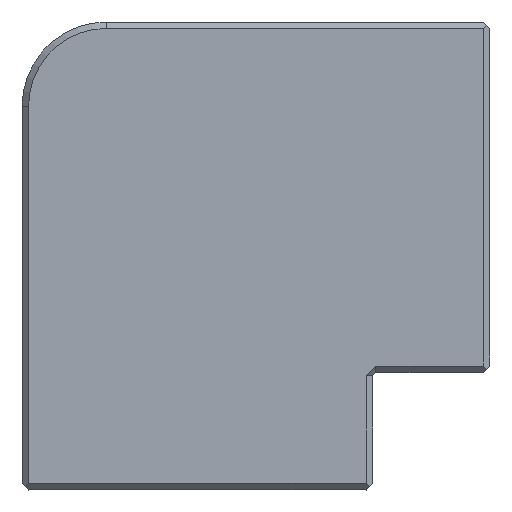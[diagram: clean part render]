
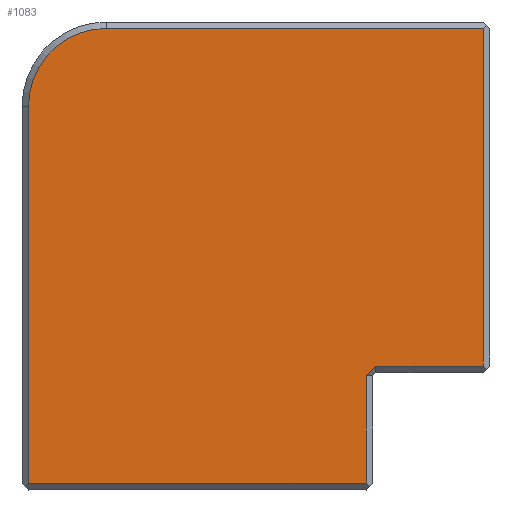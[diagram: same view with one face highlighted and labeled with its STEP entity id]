
A CAD part, top view. The second image highlights one B-rep face of the part: STEP entity #1083.
In plain terms, the highlighted planar face has unit normal (0, 0, 1).
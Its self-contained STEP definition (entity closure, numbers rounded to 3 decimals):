
#858=AXIS2_PLACEMENT_3D('Circle Axis2P3D',#856,#857,$) ;
#1071=AXIS2_PLACEMENT_3D('Plane Axis2P3D',#1068,#1069,#1070) ;
#719=CARTESIAN_POINT('Vertex',(20.944,-157.988,16.4)) ;
#722=CARTESIAN_POINT('Line Origine',(6.879,-157.988,16.4)) ;
#726=CARTESIAN_POINT('Vertex',(-20.942,-157.988,16.4)) ;
#788=CARTESIAN_POINT('Line Origine',(35.501,-129.767,16.4)) ;
#792=CARTESIAN_POINT('Vertex',(35.501,-143.431,16.4)) ;
#794=CARTESIAN_POINT('Vertex',(35.501,-101.545,16.4)) ;
#846=CARTESIAN_POINT('Vertex',(-11.299,-101.545,16.4)) ;
#853=CARTESIAN_POINT('Vertex',(-20.942,-111.188,16.4)) ;
#856=CARTESIAN_POINT('Axis2P3D Location',(-11.299,-111.188,16.4)) ;
#873=CARTESIAN_POINT('Line Origine',(-20.942,-129.367,16.4)) ;
#891=CARTESIAN_POINT('Line Origine',(6.879,-101.545,16.4)) ;
#989=CARTESIAN_POINT('Line Origine',(6.879,-143.431,16.4)) ;
#993=CARTESIAN_POINT('Vertex',(22.144,-143.431,16.4)) ;
#1014=CARTESIAN_POINT('Line Origine',(20.944,-129.767,16.4)) ;
#1018=CARTESIAN_POINT('Vertex',(20.944,-144.631,16.4)) ;
#1039=CARTESIAN_POINT('Line Origine',(21.544,-144.031,16.4)) ;
#1068=CARTESIAN_POINT('Axis2P3D Location',(0.,0.,16.4)) ;
#723=DIRECTION('Vector Direction',(1.,0.,0.)) ;
#789=DIRECTION('Vector Direction',(0.,1.,0.)) ;
#857=DIRECTION('Axis2P3D Direction',(0.,0.,1.)) ;
#874=DIRECTION('Vector Direction',(0.,-1.,0.)) ;
#892=DIRECTION('Vector Direction',(-1.,0.,0.)) ;
#990=DIRECTION('Vector Direction',(1.,0.,0.)) ;
#1015=DIRECTION('Vector Direction',(0.,1.,0.)) ;
#1040=DIRECTION('Vector Direction',(0.707,0.707,0.)) ;
#1069=DIRECTION('Axis2P3D Direction',(0.,0.,1.)) ;
#1070=DIRECTION('Axis2P3D XDirection',(1.,0.,0.)) ;
#724=VECTOR('Line Direction',#723,1.) ;
#790=VECTOR('Line Direction',#789,1.) ;
#875=VECTOR('Line Direction',#874,1.) ;
#893=VECTOR('Line Direction',#892,1.) ;
#991=VECTOR('Line Direction',#990,1.) ;
#1016=VECTOR('Line Direction',#1015,1.) ;
#1041=VECTOR('Line Direction',#1040,1.) ;
#1074=ORIENTED_EDGE('',*,*,#728,.T.) ;
#1075=ORIENTED_EDGE('',*,*,#1020,.T.) ;
#1076=ORIENTED_EDGE('',*,*,#1043,.T.) ;
#1077=ORIENTED_EDGE('',*,*,#995,.T.) ;
#1078=ORIENTED_EDGE('',*,*,#796,.T.) ;
#1079=ORIENTED_EDGE('',*,*,#895,.T.) ;
#1080=ORIENTED_EDGE('',*,*,#860,.T.) ;
#1081=ORIENTED_EDGE('',*,*,#877,.T.) ;
#1083=ADVANCED_FACE('Body.2',(#1082),#1072,.T.) ;
#859=CIRCLE('generated circle',#858,9.643) ;
#728=EDGE_CURVE('',#727,#720,#725,.T.) ;
#796=EDGE_CURVE('',#793,#795,#791,.T.) ;
#860=EDGE_CURVE('',#847,#854,#859,.T.) ;
#877=EDGE_CURVE('',#854,#727,#876,.T.) ;
#895=EDGE_CURVE('',#795,#847,#894,.T.) ;
#995=EDGE_CURVE('',#994,#793,#992,.T.) ;
#1020=EDGE_CURVE('',#720,#1019,#1017,.T.) ;
#1043=EDGE_CURVE('',#1019,#994,#1042,.T.) ;
#1073=EDGE_LOOP('',(#1074,#1075,#1076,#1077,#1078,#1079,#1080,#1081)) ;
#1082=FACE_OUTER_BOUND('',#1073,.T.) ;
#725=LINE('Line',#722,#724) ;
#791=LINE('Line',#788,#790) ;
#876=LINE('Line',#873,#875) ;
#894=LINE('Line',#891,#893) ;
#992=LINE('Line',#989,#991) ;
#1017=LINE('Line',#1014,#1016) ;
#1042=LINE('Line',#1039,#1041) ;
#1072=PLANE('',#1071) ;
#720=VERTEX_POINT('',#719) ;
#727=VERTEX_POINT('',#726) ;
#793=VERTEX_POINT('',#792) ;
#795=VERTEX_POINT('',#794) ;
#847=VERTEX_POINT('',#846) ;
#854=VERTEX_POINT('',#853) ;
#994=VERTEX_POINT('',#993) ;
#1019=VERTEX_POINT('',#1018) ;
